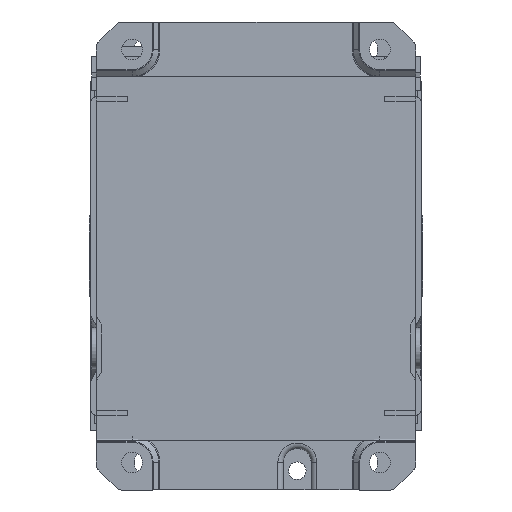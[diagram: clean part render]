
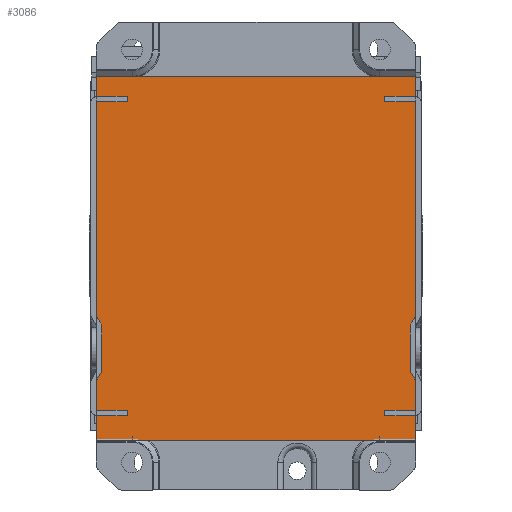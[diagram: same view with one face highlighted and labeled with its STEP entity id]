
A CAD part, front view. The second image highlights one B-rep face of the part: STEP entity #3086.
In plain terms, the highlighted planar face has unit normal (0, -1, 0).
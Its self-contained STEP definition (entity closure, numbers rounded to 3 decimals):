
#3086=ADVANCED_FACE('',(#4753),#3765,.T.);
#3765=PLANE('',#33429);
#4753=FACE_OUTER_BOUND('',#6494,.T.);
#6494=EDGE_LOOP('',(#15306,#15307,#15308,#15309));
#15306=ORIENTED_EDGE('',*,*,#24133,.T.);
#15307=ORIENTED_EDGE('',*,*,#24134,.T.);
#15308=ORIENTED_EDGE('',*,*,#24135,.T.);
#15309=ORIENTED_EDGE('',*,*,#24136,.T.);
#19178=VERTEX_POINT('',#54268);
#19179=VERTEX_POINT('',#54269);
#19180=VERTEX_POINT('',#54271);
#19181=VERTEX_POINT('',#54273);
#24133=EDGE_CURVE('',#19178,#19179,#27434,.T.);
#24134=EDGE_CURVE('',#19179,#19180,#27435,.T.);
#24135=EDGE_CURVE('',#19180,#19181,#27436,.T.);
#24136=EDGE_CURVE('',#19181,#19178,#27437,.T.);
#27434=LINE('',#54267,#30735);
#27435=LINE('',#54270,#30736);
#27436=LINE('',#54272,#30737);
#27437=LINE('',#54274,#30738);
#30735=VECTOR('',#42099,1.);
#30736=VECTOR('',#42100,1.);
#30737=VECTOR('',#42101,1.);
#30738=VECTOR('',#42102,1.);
#33429=AXIS2_PLACEMENT_3D('',#54275,#42103,#42104);
#42099=DIRECTION('',(0.,0.,-1.));
#42100=DIRECTION('',(1.,0.,0.));
#42101=DIRECTION('',(0.,0.,1.));
#42102=DIRECTION('',(-1.,0.,0.));
#42103=DIRECTION('',(0.,-1.,0.));
#42104=DIRECTION('',(0.,0.,-1.));
#54267=CARTESIAN_POINT('',(-483.13,-163.349,84.656));
#54268=CARTESIAN_POINT('',(-483.13,-163.349,92.656));
#54269=CARTESIAN_POINT('',(-483.13,-163.349,-39.344));
#54270=CARTESIAN_POINT('',(-487.13,-163.349,-39.344));
#54271=CARTESIAN_POINT('',(-367.13,-163.349,-39.344));
#54272=CARTESIAN_POINT('',(-367.13,-163.349,-31.344));
#54273=CARTESIAN_POINT('',(-367.13,-163.349,92.656));
#54274=CARTESIAN_POINT('',(-331.13,-163.349,92.656));
#54275=CARTESIAN_POINT('',(-204.171,-163.349,0.));
